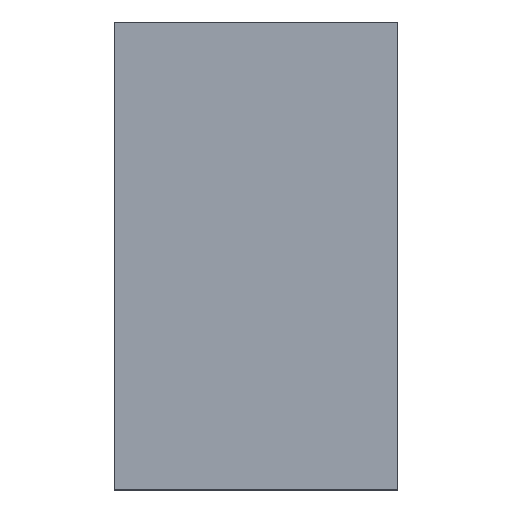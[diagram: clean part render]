
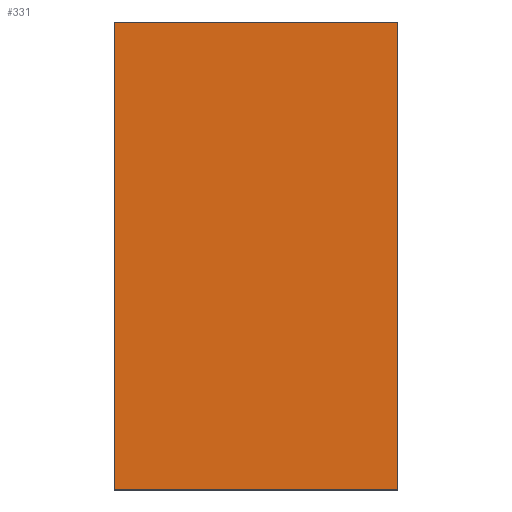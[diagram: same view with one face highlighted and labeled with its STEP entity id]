
A CAD part, top view. The second image highlights one B-rep face of the part: STEP entity #331.
In plain terms, the highlighted planar face has unit normal (0, 0, 1).
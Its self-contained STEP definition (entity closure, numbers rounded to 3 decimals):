
#6 = CARTESIAN_POINT ( 'NONE',  ( 0., 165., 17. ) ) ;
#35 = ORIENTED_EDGE ( 'NONE', *, *, #848, .T. ) ;
#50 = CARTESIAN_POINT ( 'NONE',  ( 0., 0., 17. ) ) ;
#85 = LINE ( 'NONE', #6, #120 ) ;
#87 = CARTESIAN_POINT ( 'NONE',  ( 0., 0., 17. ) ) ;
#120 = VECTOR ( 'NONE', #448, 1000. ) ;
#148 = VECTOR ( 'NONE', #613, 1000. ) ;
#166 = CARTESIAN_POINT ( 'NONE',  ( 0., 165., 17. ) ) ;
#205 = CARTESIAN_POINT ( 'NONE',  ( -100., 0., 17. ) ) ;
#221 = VERTEX_POINT ( 'NONE', #166 ) ;
#233 = ORIENTED_EDGE ( 'NONE', *, *, #752, .T. ) ;
#239 = FACE_OUTER_BOUND ( 'NONE', #573, .T. ) ;
#304 = VERTEX_POINT ( 'NONE', #50 ) ;
#313 = LINE ( 'NONE', #87, #148 ) ;
#314 = CARTESIAN_POINT ( 'NONE',  ( -100., 165., 17. ) ) ;
#322 = DIRECTION ( 'NONE',  ( 0., -1., 0. ) ) ;
#331 = ADVANCED_FACE ( 'NONE', ( #239 ), #637, .T. ) ;
#421 = VECTOR ( 'NONE', #488, 1000. ) ;
#430 = CARTESIAN_POINT ( 'NONE',  ( 0., 0., 17. ) ) ;
#448 = DIRECTION ( 'NONE',  ( -1., 0., 0. ) ) ;
#457 = VERTEX_POINT ( 'NONE', #314 ) ;
#459 = CARTESIAN_POINT ( 'NONE',  ( -100., 0., 17. ) ) ;
#488 = DIRECTION ( 'NONE',  ( 1., 0., 0. ) ) ;
#502 = DIRECTION ( 'NONE',  ( 0., 0., 1. ) ) ;
#569 = EDGE_CURVE ( 'NONE', #457, #593, #671, .T. ) ;
#573 = EDGE_LOOP ( 'NONE', ( #233, #600, #611, #35 ) ) ;
#577 = DIRECTION ( 'NONE',  ( 1., 0., 0. ) ) ;
#593 = VERTEX_POINT ( 'NONE', #205 ) ;
#600 = ORIENTED_EDGE ( 'NONE', *, *, #686, .T. ) ;
#611 = ORIENTED_EDGE ( 'NONE', *, *, #569, .T. ) ;
#613 = DIRECTION ( 'NONE',  ( 0., 1., 0. ) ) ;
#637 = PLANE ( 'NONE',  #640 ) ;
#640 = AXIS2_PLACEMENT_3D ( 'NONE', #430, #502, #577 ) ;
#671 = LINE ( 'NONE', #459, #692 ) ;
#686 = EDGE_CURVE ( 'NONE', #221, #457, #85, .T. ) ;
#692 = VECTOR ( 'NONE', #322, 1000. ) ;
#737 = LINE ( 'NONE', #755, #421 ) ;
#752 = EDGE_CURVE ( 'NONE', #304, #221, #313, .T. ) ;
#755 = CARTESIAN_POINT ( 'NONE',  ( 0., 0., 17. ) ) ;
#848 = EDGE_CURVE ( 'NONE', #593, #304, #737, .T. ) ;
